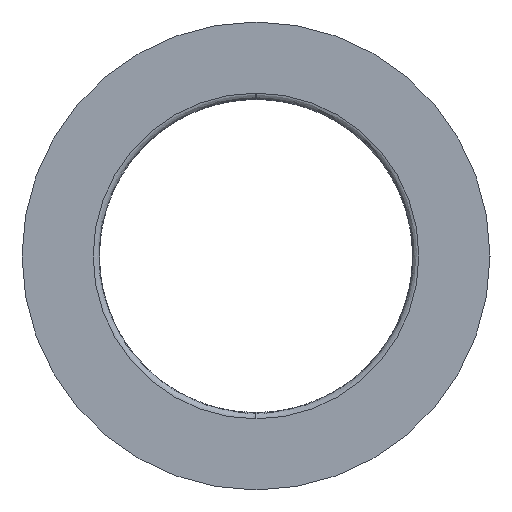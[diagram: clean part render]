
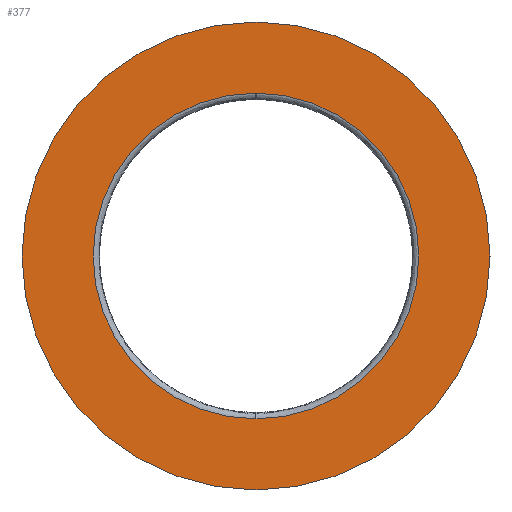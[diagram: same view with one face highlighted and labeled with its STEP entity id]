
A CAD part, left-side view. The second image highlights one B-rep face of the part: STEP entity #377.
In plain terms, the highlighted planar face has unit normal (-1, 0, 0).
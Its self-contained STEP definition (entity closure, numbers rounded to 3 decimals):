
#377=ADVANCED_FACE('',(#2766,#2767),#2765,.T.);
#2765=PLANE('',#7416);
#2766=FACE_OUTER_BOUND('',#7417,.T.);
#2767=FACE_BOUND('',#7418,.T.);
#7413=CARTESIAN_POINT('',(-80.,-74.952,-61.));
#7414=DIRECTION('',(-1.,0.,0.));
#7415=DIRECTION('',(0.,0.,1.));
#7416=AXIS2_PLACEMENT_3D('',#7413,#7414,#7415);
#7417=EDGE_LOOP('',(#8621,#8622));
#7418=EDGE_LOOP('',(#8623,#8624));
#8621=ORIENTED_EDGE('',*,*,#9205,.T.);
#8622=ORIENTED_EDGE('',*,*,#9206,.T.);
#8623=ORIENTED_EDGE('',*,*,#9207,.F.);
#8624=ORIENTED_EDGE('',*,*,#9208,.F.);
#9205=EDGE_CURVE('',#12309,#12310,#12311,.T.);
#9206=EDGE_CURVE('',#12310,#12309,#12317,.T.);
#9207=EDGE_CURVE('',#12323,#12324,#12325,.T.);
#9208=EDGE_CURVE('',#12324,#12323,#12331,.T.);
#12309=VERTEX_POINT('',#15105);
#12310=VERTEX_POINT('',#15106);
#12311=CIRCLE('',#15110,37.5);
#12317=CIRCLE('',#15114,37.5);
#12323=VERTEX_POINT('',#15115);
#12324=VERTEX_POINT('',#15116);
#12325=CIRCLE('',#15120,26.1);
#12331=CIRCLE('',#15124,26.1);
#15105=CARTESIAN_POINT('',(-80.,0.,61.5));
#15106=CARTESIAN_POINT('',(-80.,0.,-13.5));
#15107=CARTESIAN_POINT('',(-80.,0.,24.));
#15108=DIRECTION('',(-1.,0.,0.));
#15109=DIRECTION('',(0.,0.,1.));
#15110=AXIS2_PLACEMENT_3D('',#15107,#15108,#15109);
#15111=CARTESIAN_POINT('',(-80.,0.,24.));
#15112=DIRECTION('',(-1.,0.,0.));
#15113=DIRECTION('',(0.,0.,1.));
#15114=AXIS2_PLACEMENT_3D('',#15111,#15112,#15113);
#15115=CARTESIAN_POINT('',(-80.,0.,-2.1));
#15116=CARTESIAN_POINT('',(-80.,0.,50.1));
#15117=CARTESIAN_POINT('',(-80.,0.,24.));
#15118=DIRECTION('',(-1.,0.,0.));
#15119=DIRECTION('',(0.,0.,1.));
#15120=AXIS2_PLACEMENT_3D('',#15117,#15118,#15119);
#15121=CARTESIAN_POINT('',(-80.,0.,24.));
#15122=DIRECTION('',(-1.,0.,0.));
#15123=DIRECTION('',(0.,0.,1.));
#15124=AXIS2_PLACEMENT_3D('',#15121,#15122,#15123);
